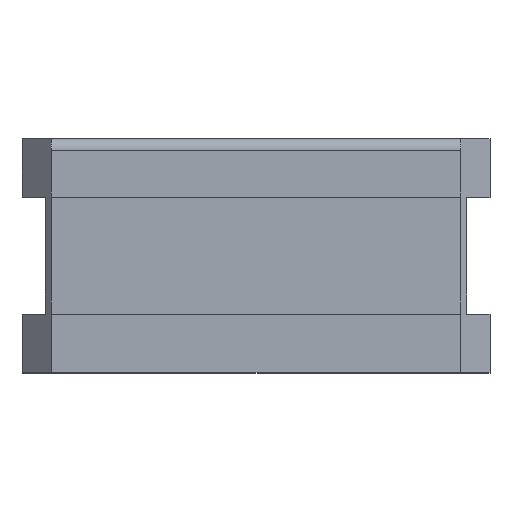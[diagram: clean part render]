
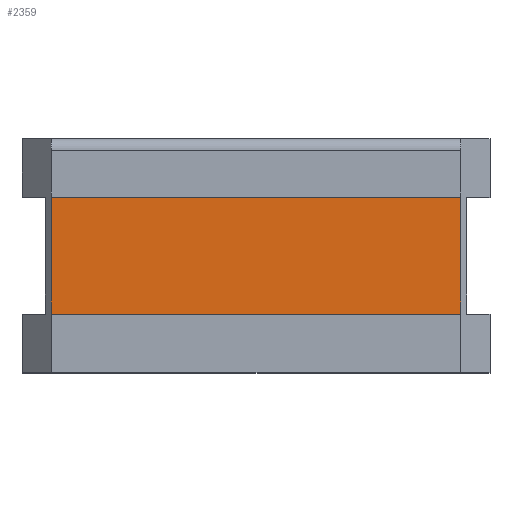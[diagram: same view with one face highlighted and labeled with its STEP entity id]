
A CAD part, top view. The second image highlights one B-rep face of the part: STEP entity #2359.
In plain terms, the highlighted planar face has unit normal (0, 0, 1).
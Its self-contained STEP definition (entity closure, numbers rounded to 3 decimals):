
#743 = FACE_OUTER_BOUND ( 'NONE', #4706, .T. ) ;
#757 = AXIS2_PLACEMENT_3D ( 'NONE', #8120, #8121, #8122 ) ;
#790 = LINE ( 'NONE', #791, #5314 ) ;
#791 = CARTESIAN_POINT ( 'NONE',  ( -1.75, 2., 1.85 ) ) ;
#792 = DIRECTION ( 'NONE',  ( 0., -1., 0. ) ) ;
#2031 = CARTESIAN_POINT ( 'NONE',  ( 1.75, 0.5, 1.85 ) ) ;
#2032 = CARTESIAN_POINT ( 'NONE',  ( 1.75, 1.5, 1.85 ) ) ;
#2035 = CARTESIAN_POINT ( 'NONE',  ( -1.75, 1.5, 1.85 ) ) ;
#2036 = CARTESIAN_POINT ( 'NONE',  ( -1.75, 0.5, 1.85 ) ) ;
#2202 = EDGE_CURVE ( 'NONE', #6452, #6456, #8886, .T. ) ;
#2203 = EDGE_CURVE ( 'NONE', #6451, #6458, #8889, .T. ) ;
#2329 = EDGE_CURVE ( 'NONE', #6451, #6452, #3248, .T. ) ;
#2336 = EDGE_CURVE ( 'NONE', #6456, #6458, #790, .T. ) ;
#2359 = ADVANCED_FACE ( 'NONE', ( #743 ), #8119, .T. ) ;
#3248 = LINE ( 'NONE', #3249, #5359 ) ;
#3249 = CARTESIAN_POINT ( 'NONE',  ( 1.75, 2., 1.85 ) ) ;
#3250 = DIRECTION ( 'NONE',  ( 0., 1., 0. ) ) ;
#4470 = ORIENTED_EDGE ( 'NONE', *, *, #2202, .T. ) ;
#4471 = ORIENTED_EDGE ( 'NONE', *, *, #2203, .F. ) ;
#4472 = ORIENTED_EDGE ( 'NONE', *, *, #2336, .T. ) ;
#4473 = ORIENTED_EDGE ( 'NONE', *, *, #2329, .T. ) ;
#4706 = EDGE_LOOP ( 'NONE', ( #4472, #4471, #4473, #4470 ) ) ;
#5314 = VECTOR ( 'NONE', #792, 1000. ) ;
#5359 = VECTOR ( 'NONE', #3250, 1000. ) ;
#6451 = VERTEX_POINT ( 'NONE', #2031 ) ;
#6452 = VERTEX_POINT ( 'NONE', #2032 ) ;
#6456 = VERTEX_POINT ( 'NONE', #2035 ) ;
#6458 = VERTEX_POINT ( 'NONE', #2036 ) ;
#6806 = VECTOR ( 'NONE', #8891, 1000. ) ;
#6818 = VECTOR ( 'NONE', #8888, 1000. ) ;
#8119 = PLANE ( 'NONE',  #757 ) ;
#8120 = CARTESIAN_POINT ( 'NONE',  ( 1.8, 1.5, 1.85 ) ) ;
#8121 = DIRECTION ( 'NONE',  ( 0., 0., 1. ) ) ;
#8122 = DIRECTION ( 'NONE',  ( 1., 0., 0. ) ) ;
#8886 = LINE ( 'NONE', #8887, #6818 ) ;
#8887 = CARTESIAN_POINT ( 'NONE',  ( 1.8, 1.5, 1.85 ) ) ;
#8888 = DIRECTION ( 'NONE',  ( -1., 0., 0. ) ) ;
#8889 = LINE ( 'NONE', #8890, #6806 ) ;
#8890 = CARTESIAN_POINT ( 'NONE',  ( 1.8, 0.5, 1.85 ) ) ;
#8891 = DIRECTION ( 'NONE',  ( -1., 0., 0. ) ) ;
